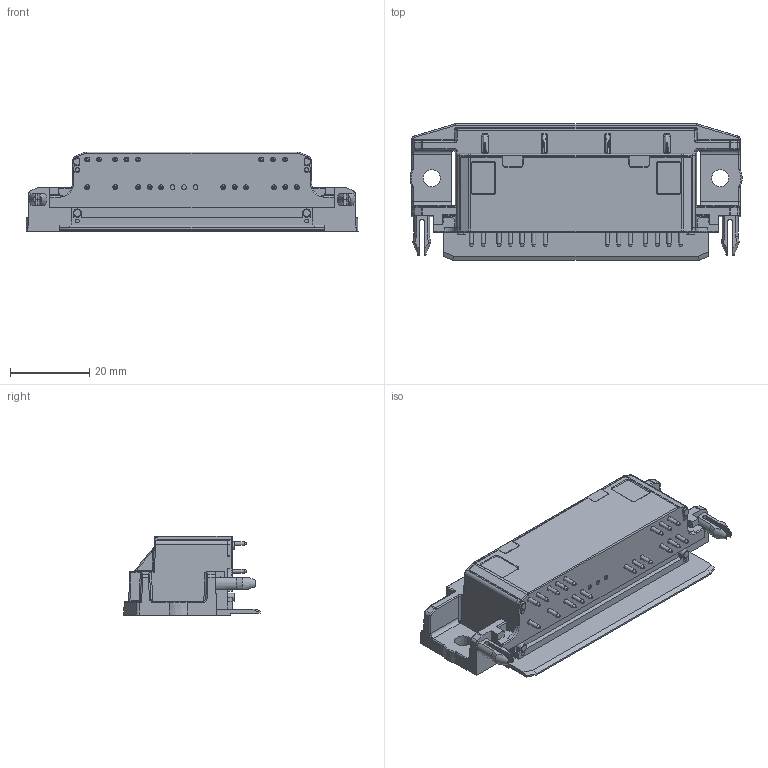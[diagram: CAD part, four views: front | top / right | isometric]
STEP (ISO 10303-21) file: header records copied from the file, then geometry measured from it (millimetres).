
FILE_DESCRIPTION(/* description */ ('Unknown'),/* implementation_level */ '2;1');
FILE_NAME(/* name */ 'Flow90-2CW-P710(190)-02-OL',/* time_stamp */ '2019-08-30T12:35:45+02:00',/* author */ ('Unknown'),/* organization */ ('Unknown'),/* preprocessor_version */ 'ST-DEVELOPER v16.7',/* originating_system */ 'DEX',/* authorisation */ $);
FILE_SCHEMA (('AUTOMOTIVE_DESIGN {1 0 10303 214 3 1 1}'));
Length unit declared in the file: millimetre
Products named in the file (1): Flow90-2CW-P710(190)-02-OL
Bounding box: 83.96 x 34.5 x 20.23 mm (x, y, z)
Volume: 31468.9 mm3; surface area: 10885.2 mm2
Topology: 1 solids, 1 shells, 655 faces, 1637 edges, 1024 vertices
Faces by surface type: plane 300, cylinder 220, cone 73, bspline 52, torus 6, sphere 4
Full cylindrical faces by diameter (mm): 1 x19, 1.2 x22
Entity records: 24212 total; most frequent: CARTESIAN_POINT 4657, DIRECTION 3106, ORIENTED_EDGE 2992, EDGE_CURVE 1496, AXIS2_PLACEMENT_3D 1135, VERTEX_POINT 979, LINE 836, VECTOR 836
